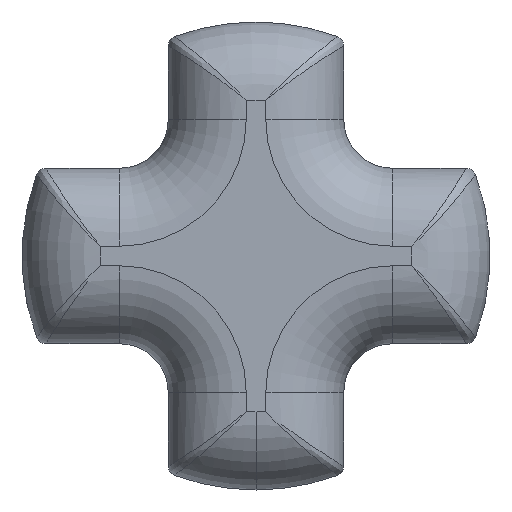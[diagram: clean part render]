
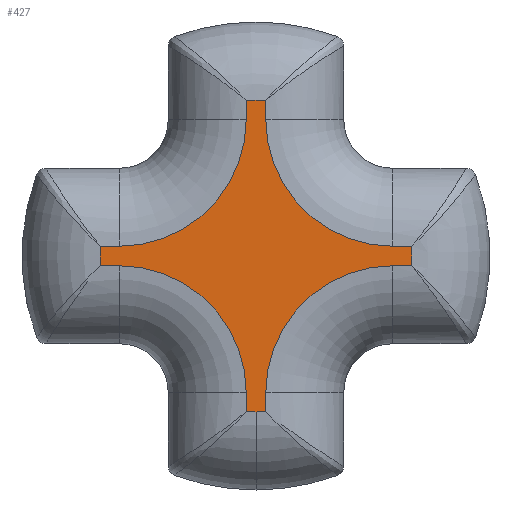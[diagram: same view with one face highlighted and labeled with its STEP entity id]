
A CAD part, left-side view. The second image highlights one B-rep face of the part: STEP entity #427.
In plain terms, the highlighted planar face has unit normal (-1, 0, 0).
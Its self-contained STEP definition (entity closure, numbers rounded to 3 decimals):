
#1 = EDGE_CURVE ( 'NONE', #991, #168, #775, .T. ) ;
#6 = CIRCLE ( 'NONE', #2193, 1.6 ) ;
#46 = CARTESIAN_POINT ( 'NONE',  ( 0., 0.1, 1.597 ) ) ;
#58 = VERTEX_POINT ( 'NONE', #184 ) ;
#62 = DIRECTION ( 'NONE',  ( 0., 0., -1. ) ) ;
#66 = DIRECTION ( 'NONE',  ( 0., 0., -1. ) ) ;
#108 = CIRCLE ( 'NONE', #2242, 1.3 ) ;
#122 = CARTESIAN_POINT ( 'NONE',  ( 0., -0.1, 1.597 ) ) ;
#140 = VECTOR ( 'NONE', #542, 1000. ) ;
#150 = AXIS2_PLACEMENT_3D ( 'NONE', #1290, #1688, #516 ) ;
#168 = VERTEX_POINT ( 'NONE', #1211 ) ;
#184 = CARTESIAN_POINT ( 'NONE',  ( 0., 1.597, -0.1 ) ) ;
#191 = EDGE_CURVE ( 'NONE', #1300, #1444, #1522, .T. ) ;
#227 = ORIENTED_EDGE ( 'NONE', *, *, #975, .T. ) ;
#248 = ORIENTED_EDGE ( 'NONE', *, *, #1231, .T. ) ;
#250 = CARTESIAN_POINT ( 'NONE',  ( 0., -1.4, -1.4 ) ) ;
#265 = VECTOR ( 'NONE', #2517, 1000. ) ;
#271 = VERTEX_POINT ( 'NONE', #2037 ) ;
#273 = EDGE_CURVE ( 'NONE', #168, #1082, #2326, .T. ) ;
#282 = CARTESIAN_POINT ( 'NONE',  ( 0., -0.1, 1.4 ) ) ;
#284 = VERTEX_POINT ( 'NONE', #624 ) ;
#324 = EDGE_CURVE ( 'NONE', #1691, #1300, #1783, .T. ) ;
#354 = LINE ( 'NONE', #1813, #939 ) ;
#427 = ADVANCED_FACE ( 'NONE', ( #1675 ), #891, .F. ) ;
#433 = DIRECTION ( 'NONE',  ( -1., 0., 0. ) ) ;
#446 = DIRECTION ( 'NONE',  ( 0., 0., -1. ) ) ;
#482 = VECTOR ( 'NONE', #1407, 1000. ) ;
#489 = DIRECTION ( 'NONE',  ( 0., -1., 0. ) ) ;
#516 = DIRECTION ( 'NONE',  ( 0., 0., -1. ) ) ;
#542 = DIRECTION ( 'NONE',  ( 0., 0., 1. ) ) ;
#545 = VERTEX_POINT ( 'NONE', #1305 ) ;
#579 = VERTEX_POINT ( 'NONE', #2308 ) ;
#599 = AXIS2_PLACEMENT_3D ( 'NONE', #701, #2071, #904 ) ;
#623 = EDGE_CURVE ( 'NONE', #284, #1218, #1820, .T. ) ;
#624 = CARTESIAN_POINT ( 'NONE',  ( 0., 0.1, 1.4 ) ) ;
#630 = DIRECTION ( 'NONE',  ( 0., 1., 0. ) ) ;
#651 = CARTESIAN_POINT ( 'NONE',  ( 0., -1.597, 0.1 ) ) ;
#658 = LINE ( 'NONE', #727, #140 ) ;
#671 = ORIENTED_EDGE ( 'NONE', *, *, #1408, .T. ) ;
#701 = CARTESIAN_POINT ( 'NONE',  ( 0., 0., 0. ) ) ;
#727 = CARTESIAN_POINT ( 'NONE',  ( 0., -0.1, 0. ) ) ;
#752 = ORIENTED_EDGE ( 'NONE', *, *, #898, .T. ) ;
#775 = LINE ( 'NONE', #1324, #265 ) ;
#788 = VERTEX_POINT ( 'NONE', #1773 ) ;
#796 = VECTOR ( 'NONE', #66, 1000. ) ;
#805 = EDGE_CURVE ( 'NONE', #1082, #545, #6, .T. ) ;
#833 = DIRECTION ( 'NONE',  ( 1., 0., 0. ) ) ;
#837 = VERTEX_POINT ( 'NONE', #46 ) ;
#843 = EDGE_CURVE ( 'NONE', #1218, #271, #354, .T. ) ;
#891 = PLANE ( 'NONE',  #150 ) ;
#898 = EDGE_CURVE ( 'NONE', #837, #284, #2505, .T. ) ;
#904 = DIRECTION ( 'NONE',  ( 0., 0., -1. ) ) ;
#905 = VERTEX_POINT ( 'NONE', #1833 ) ;
#939 = VECTOR ( 'NONE', #630, 1000. ) ;
#973 = CARTESIAN_POINT ( 'NONE',  ( 0., 0., 0. ) ) ;
#975 = EDGE_CURVE ( 'NONE', #905, #1691, #1193, .T. ) ;
#977 = ORIENTED_EDGE ( 'NONE', *, *, #805, .T. ) ;
#987 = LINE ( 'NONE', #1954, #1961 ) ;
#991 = VERTEX_POINT ( 'NONE', #1664 ) ;
#1020 = CARTESIAN_POINT ( 'NONE',  ( 0., 0., 0. ) ) ;
#1034 = AXIS2_PLACEMENT_3D ( 'NONE', #973, #2350, #1162 ) ;
#1064 = DIRECTION ( 'NONE',  ( 1., 0., 0. ) ) ;
#1072 = ORIENTED_EDGE ( 'NONE', *, *, #1364, .T. ) ;
#1082 = VERTEX_POINT ( 'NONE', #1829 ) ;
#1106 = EDGE_CURVE ( 'NONE', #58, #788, #2512, .T. ) ;
#1111 = CARTESIAN_POINT ( 'NONE',  ( 0., -1.4, 1.4 ) ) ;
#1140 = CIRCLE ( 'NONE', #1034, 1.6 ) ;
#1162 = DIRECTION ( 'NONE',  ( 0., 0., -1. ) ) ;
#1173 = DIRECTION ( 'NONE',  ( 0., 0., 1. ) ) ;
#1193 = LINE ( 'NONE', #1656, #2179 ) ;
#1199 = ORIENTED_EDGE ( 'NONE', *, *, #273, .T. ) ;
#1211 = CARTESIAN_POINT ( 'NONE',  ( 0., 0.1, -1.597 ) ) ;
#1214 = DIRECTION ( 'NONE',  ( 0., 0., -1. ) ) ;
#1218 = VERTEX_POINT ( 'NONE', #1310 ) ;
#1221 = ORIENTED_EDGE ( 'NONE', *, *, #1, .T. ) ;
#1231 = EDGE_CURVE ( 'NONE', #579, #905, #1784, .T. ) ;
#1233 = DIRECTION ( 'NONE',  ( -1., 0., 0. ) ) ;
#1266 = ORIENTED_EDGE ( 'NONE', *, *, #623, .T. ) ;
#1290 = CARTESIAN_POINT ( 'NONE',  ( 0., 0., 0. ) ) ;
#1300 = VERTEX_POINT ( 'NONE', #651 ) ;
#1305 = CARTESIAN_POINT ( 'NONE',  ( 0., -0.1, -1.597 ) ) ;
#1310 = CARTESIAN_POINT ( 'NONE',  ( 0., 1.4, 0.1 ) ) ;
#1312 = DIRECTION ( 'NONE',  ( 0., 0., -1. ) ) ;
#1324 = CARTESIAN_POINT ( 'NONE',  ( 0., 0.1, 0. ) ) ;
#1364 = EDGE_CURVE ( 'NONE', #788, #991, #108, .T. ) ;
#1386 = EDGE_LOOP ( 'NONE', ( #2112, #248, #227, #2015, #1720, #2157, #2344, #671, #752, #1266, #2138, #1756, #2227, #1072, #1221, #1199, #977 ) ) ;
#1407 = DIRECTION ( 'NONE',  ( 0., 1., 0. ) ) ;
#1408 = EDGE_CURVE ( 'NONE', #1429, #837, #1997, .T. ) ;
#1429 = VERTEX_POINT ( 'NONE', #122 ) ;
#1444 = VERTEX_POINT ( 'NONE', #1882 ) ;
#1505 = EDGE_CURVE ( 'NONE', #545, #579, #658, .T. ) ;
#1522 = LINE ( 'NONE', #1994, #482 ) ;
#1523 = VECTOR ( 'NONE', #1627, 1000. ) ;
#1558 = CIRCLE ( 'NONE', #1761, 1.3 ) ;
#1608 = CARTESIAN_POINT ( 'NONE',  ( 0., 0., 0. ) ) ;
#1616 = DIRECTION ( 'NONE',  ( 1., 0., 0. ) ) ;
#1627 = DIRECTION ( 'NONE',  ( 0., -1., 0. ) ) ;
#1638 = AXIS2_PLACEMENT_3D ( 'NONE', #2422, #1233, #62 ) ;
#1656 = CARTESIAN_POINT ( 'NONE',  ( 0., 0., -0.1 ) ) ;
#1664 = CARTESIAN_POINT ( 'NONE',  ( 0., 0.1, -1.4 ) ) ;
#1675 = FACE_OUTER_BOUND ( 'NONE', #1386, .T. ) ;
#1685 = EDGE_CURVE ( 'NONE', #2128, #1429, #987, .T. ) ;
#1688 = DIRECTION ( 'NONE',  ( 1., 0., 0. ) ) ;
#1691 = VERTEX_POINT ( 'NONE', #2156 ) ;
#1720 = ORIENTED_EDGE ( 'NONE', *, *, #191, .T. ) ;
#1756 = ORIENTED_EDGE ( 'NONE', *, *, #1896, .T. ) ;
#1761 = AXIS2_PLACEMENT_3D ( 'NONE', #1111, #2497, #1312 ) ;
#1773 = CARTESIAN_POINT ( 'NONE',  ( 0., 1.4, -0.1 ) ) ;
#1783 = CIRCLE ( 'NONE', #1638, 1.6 ) ;
#1784 = CIRCLE ( 'NONE', #1955, 1.3 ) ;
#1802 = DIRECTION ( 'NONE',  ( 0., 0., -1. ) ) ;
#1813 = CARTESIAN_POINT ( 'NONE',  ( 0., 0., 0.1 ) ) ;
#1820 = CIRCLE ( 'NONE', #2110, 1.3 ) ;
#1829 = CARTESIAN_POINT ( 'NONE',  ( 0., 0., -1.6 ) ) ;
#1833 = CARTESIAN_POINT ( 'NONE',  ( 0., -1.4, -0.1 ) ) ;
#1882 = CARTESIAN_POINT ( 'NONE',  ( 0., -1.4, 0.1 ) ) ;
#1896 = EDGE_CURVE ( 'NONE', #271, #58, #1140, .T. ) ;
#1954 = CARTESIAN_POINT ( 'NONE',  ( 0., -0.1, 0. ) ) ;
#1955 = AXIS2_PLACEMENT_3D ( 'NONE', #250, #1616, #446 ) ;
#1961 = VECTOR ( 'NONE', #1173, 1000. ) ;
#1994 = CARTESIAN_POINT ( 'NONE',  ( 0., 0., 0.1 ) ) ;
#1997 = CIRCLE ( 'NONE', #599, 1.6 ) ;
#2003 = CARTESIAN_POINT ( 'NONE',  ( 0., 1.4, 1.4 ) ) ;
#2015 = ORIENTED_EDGE ( 'NONE', *, *, #324, .T. ) ;
#2037 = CARTESIAN_POINT ( 'NONE',  ( 0., 1.597, 0.1 ) ) ;
#2071 = DIRECTION ( 'NONE',  ( -1., 0., 0. ) ) ;
#2110 = AXIS2_PLACEMENT_3D ( 'NONE', #2003, #833, #2211 ) ;
#2112 = ORIENTED_EDGE ( 'NONE', *, *, #1505, .T. ) ;
#2128 = VERTEX_POINT ( 'NONE', #282 ) ;
#2138 = ORIENTED_EDGE ( 'NONE', *, *, #843, .T. ) ;
#2156 = CARTESIAN_POINT ( 'NONE',  ( 0., -1.597, -0.1 ) ) ;
#2157 = ORIENTED_EDGE ( 'NONE', *, *, #2205, .T. ) ;
#2179 = VECTOR ( 'NONE', #489, 1000. ) ;
#2193 = AXIS2_PLACEMENT_3D ( 'NONE', #1608, #433, #1802 ) ;
#2205 = EDGE_CURVE ( 'NONE', #1444, #2128, #1558, .T. ) ;
#2211 = DIRECTION ( 'NONE',  ( 0., 0., -1. ) ) ;
#2227 = ORIENTED_EDGE ( 'NONE', *, *, #1106, .T. ) ;
#2242 = AXIS2_PLACEMENT_3D ( 'NONE', #2246, #1064, #2443 ) ;
#2246 = CARTESIAN_POINT ( 'NONE',  ( 0., 1.4, -1.4 ) ) ;
#2308 = CARTESIAN_POINT ( 'NONE',  ( 0., -0.1, -1.4 ) ) ;
#2326 = CIRCLE ( 'NONE', #2346, 1.6 ) ;
#2344 = ORIENTED_EDGE ( 'NONE', *, *, #1685, .T. ) ;
#2346 = AXIS2_PLACEMENT_3D ( 'NONE', #1020, #2395, #1214 ) ;
#2350 = DIRECTION ( 'NONE',  ( -1., 0., 0. ) ) ;
#2395 = DIRECTION ( 'NONE',  ( -1., 0., 0. ) ) ;
#2422 = CARTESIAN_POINT ( 'NONE',  ( 0., 0., 0. ) ) ;
#2426 = CARTESIAN_POINT ( 'NONE',  ( 0., 0.1, 0. ) ) ;
#2434 = CARTESIAN_POINT ( 'NONE',  ( 0., 0., -0.1 ) ) ;
#2443 = DIRECTION ( 'NONE',  ( 0., 0., -1. ) ) ;
#2497 = DIRECTION ( 'NONE',  ( 1., 0., 0. ) ) ;
#2505 = LINE ( 'NONE', #2426, #796 ) ;
#2512 = LINE ( 'NONE', #2434, #1523 ) ;
#2517 = DIRECTION ( 'NONE',  ( 0., 0., -1. ) ) ;
